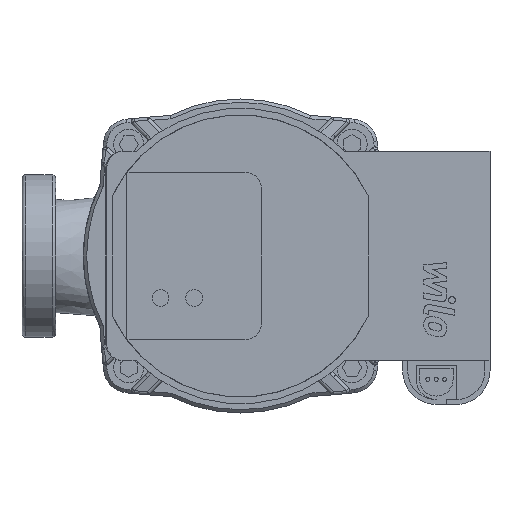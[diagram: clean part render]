
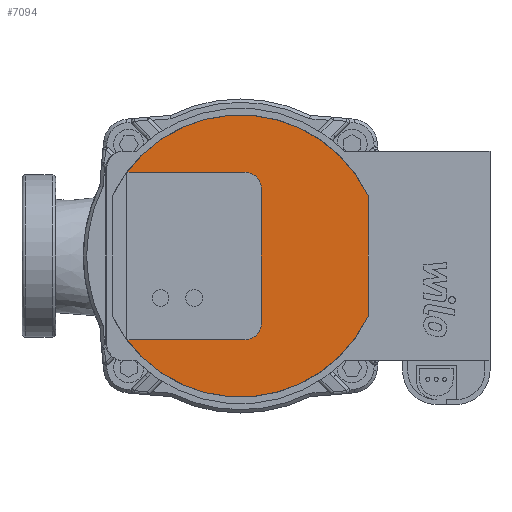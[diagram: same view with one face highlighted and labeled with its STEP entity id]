
A CAD part, front view. The second image highlights one B-rep face of the part: STEP entity #7094.
In plain terms, the highlighted planar face has unit normal (0, -1, 0).
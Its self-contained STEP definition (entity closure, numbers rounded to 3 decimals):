
#359=LINE('',#17096,#870);
#363=LINE('',#17108,#874);
#367=LINE('',#17120,#878);
#370=LINE('',#17129,#881);
#870=VECTOR('',#9187,10.);
#874=VECTOR('',#9199,10.);
#878=VECTOR('',#9211,10.);
#881=VECTOR('',#9222,10.);
#1362=PLANE('',#7766);
#1730=FACE_OUTER_BOUND('',#2169,.T.);
#2169=EDGE_LOOP('',(#5929,#5930,#5931,#5932,#5933,#5934,#5935,#5936));
#2589=CIRCLE('',#7752,42.);
#2591=CIRCLE('',#7756,5.);
#2593=CIRCLE('',#7760,5.);
#2595=CIRCLE('',#7764,42.);
#3248=VERTEX_POINT('',#17086);
#3249=VERTEX_POINT('',#17088);
#3251=VERTEX_POINT('',#17094);
#3253=VERTEX_POINT('',#17100);
#3255=VERTEX_POINT('',#17106);
#3257=VERTEX_POINT('',#17112);
#3259=VERTEX_POINT('',#17118);
#3261=VERTEX_POINT('',#17124);
#4190=EDGE_CURVE('',#3248,#3249,#2589,.T.);
#4194=EDGE_CURVE('',#3251,#3248,#359,.T.);
#4197=EDGE_CURVE('',#3253,#3251,#2591,.T.);
#4200=EDGE_CURVE('',#3255,#3253,#363,.T.);
#4203=EDGE_CURVE('',#3257,#3255,#2593,.T.);
#4206=EDGE_CURVE('',#3259,#3257,#367,.T.);
#4209=EDGE_CURVE('',#3261,#3259,#2595,.T.);
#4211=EDGE_CURVE('',#3249,#3261,#370,.T.);
#5929=ORIENTED_EDGE('',*,*,#4211,.F.);
#5930=ORIENTED_EDGE('',*,*,#4190,.F.);
#5931=ORIENTED_EDGE('',*,*,#4194,.F.);
#5932=ORIENTED_EDGE('',*,*,#4197,.F.);
#5933=ORIENTED_EDGE('',*,*,#4200,.F.);
#5934=ORIENTED_EDGE('',*,*,#4203,.F.);
#5935=ORIENTED_EDGE('',*,*,#4206,.F.);
#5936=ORIENTED_EDGE('',*,*,#4209,.F.);
#7094=ADVANCED_FACE('',(#1730),#1362,.F.);
#7752=AXIS2_PLACEMENT_3D('',#17089,#9180,#9181);
#7756=AXIS2_PLACEMENT_3D('',#17102,#9193,#9194);
#7760=AXIS2_PLACEMENT_3D('',#17114,#9205,#9206);
#7764=AXIS2_PLACEMENT_3D('',#17126,#9217,#9218);
#7766=AXIS2_PLACEMENT_3D('',#17130,#9223,#9224);
#9180=DIRECTION('center_axis',(0.,1.,0.));
#9181=DIRECTION('ref_axis',(-0.905,0.,0.426));
#9187=DIRECTION('',(-1.,0.,0.));
#9193=DIRECTION('center_axis',(0.,-1.,0.));
#9194=DIRECTION('ref_axis',(0.,0.,-1.));
#9199=DIRECTION('',(0.,0.,1.));
#9205=DIRECTION('center_axis',(0.,-1.,0.));
#9206=DIRECTION('ref_axis',(-1.,0.,0.));
#9211=DIRECTION('',(1.,0.,0.));
#9217=DIRECTION('center_axis',(0.,1.,0.));
#9218=DIRECTION('ref_axis',(0.905,0.,-0.426));
#9222=DIRECTION('',(0.,0.,-1.));
#9223=DIRECTION('center_axis',(0.,1.,0.));
#9224=DIRECTION('ref_axis',(0.,0.,1.));
#17086=CARTESIAN_POINT('',(31.251,-93.4,25.));
#17088=CARTESIAN_POINT('',(103.,-93.4,17.889));
#17089=CARTESIAN_POINT('Origin',(65.,-93.4,0.));
#17094=CARTESIAN_POINT('',(66.251,-93.4,25.));
#17096=CARTESIAN_POINT('',(66.251,-93.4,25.));
#17100=CARTESIAN_POINT('',(71.251,-93.4,20.));
#17102=CARTESIAN_POINT('Origin',(66.251,-93.4,20.));
#17106=CARTESIAN_POINT('',(71.251,-93.4,-20.));
#17108=CARTESIAN_POINT('',(71.251,-93.4,-20.));
#17112=CARTESIAN_POINT('',(66.251,-93.4,-25.));
#17114=CARTESIAN_POINT('Origin',(66.251,-93.4,-20.));
#17118=CARTESIAN_POINT('',(31.251,-93.4,-25.));
#17120=CARTESIAN_POINT('',(31.251,-93.4,-25.));
#17124=CARTESIAN_POINT('',(103.,-93.4,-17.889));
#17126=CARTESIAN_POINT('Origin',(65.,-93.4,0.));
#17129=CARTESIAN_POINT('',(103.,-93.4,17.889));
#17130=CARTESIAN_POINT('Origin',(68.331,-93.4,0.));
